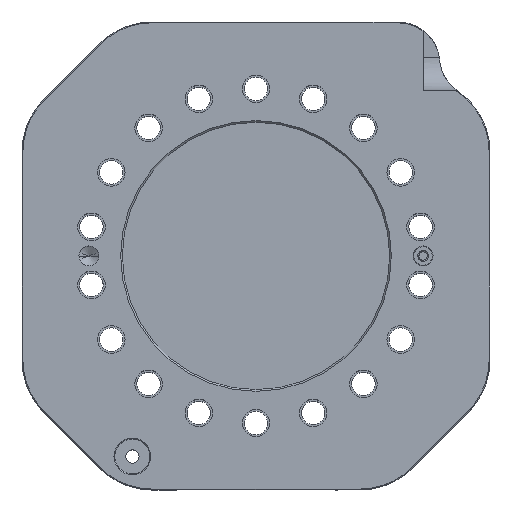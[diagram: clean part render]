
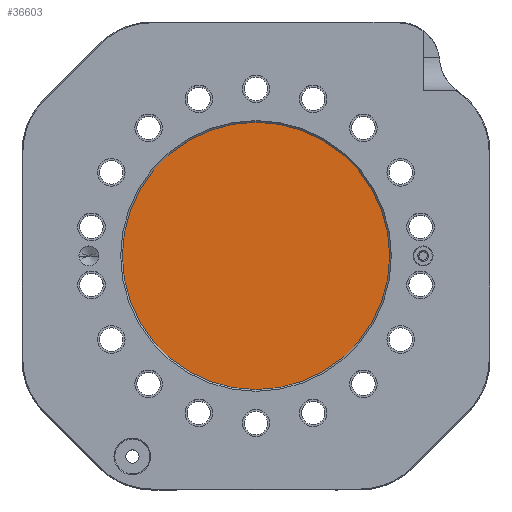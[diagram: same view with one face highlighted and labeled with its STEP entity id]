
A CAD part, top view. The second image highlights one B-rep face of the part: STEP entity #36603.
In plain terms, the highlighted planar face has unit normal (0, 0, 1).
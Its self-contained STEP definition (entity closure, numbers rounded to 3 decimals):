
#1065 = AXIS2_PLACEMENT_3D ( 'NONE', #2393, #24403, #39415 ) ;
#2047 = CARTESIAN_POINT ( 'NONE',  ( 0., 0., 41.5 ) ) ;
#2162 = FACE_OUTER_BOUND ( 'NONE', #25527, .T. ) ;
#2393 = CARTESIAN_POINT ( 'NONE',  ( 0., 0., 41.5 ) ) ;
#6945 = CARTESIAN_POINT ( 'NONE',  ( -80., 0., 41.5 ) ) ;
#8554 = AXIS2_PLACEMENT_3D ( 'NONE', #10282, #43657, #31571 ) ;
#9423 = PLANE ( 'NONE',  #1065 ) ;
#10282 = CARTESIAN_POINT ( 'NONE',  ( 0., 0., 41.5 ) ) ;
#10867 = AXIS2_PLACEMENT_3D ( 'NONE', #2047, #46059, #44670 ) ;
#12854 = EDGE_CURVE ( 'NONE', #39336, #28226, #31740, .T. ) ;
#19741 = ORIENTED_EDGE ( 'NONE', *, *, #34937, .T. ) ;
#22292 = ORIENTED_EDGE ( 'NONE', *, *, #12854, .T. ) ;
#24403 = DIRECTION ( 'NONE',  ( 0., 0., 1. ) ) ;
#25527 = EDGE_LOOP ( 'NONE', ( #19741, #22292 ) ) ;
#28226 = VERTEX_POINT ( 'NONE', #30847 ) ;
#29363 = CIRCLE ( 'NONE', #10867, 80. ) ;
#30847 = CARTESIAN_POINT ( 'NONE',  ( 80., 0., 41.5 ) ) ;
#31571 = DIRECTION ( 'NONE',  ( 1., 0., 0. ) ) ;
#31740 = CIRCLE ( 'NONE', #8554, 80. ) ;
#34937 = EDGE_CURVE ( 'NONE', #28226, #39336, #29363, .T. ) ;
#36603 = ADVANCED_FACE ( 'NONE', ( #2162 ), #9423, .T. ) ;
#39336 = VERTEX_POINT ( 'NONE', #6945 ) ;
#39415 = DIRECTION ( 'NONE',  ( 1., 0., 0. ) ) ;
#43657 = DIRECTION ( 'NONE',  ( 0., 0., 1. ) ) ;
#44670 = DIRECTION ( 'NONE',  ( 1., 0., 0. ) ) ;
#46059 = DIRECTION ( 'NONE',  ( 0., 0., 1. ) ) ;
